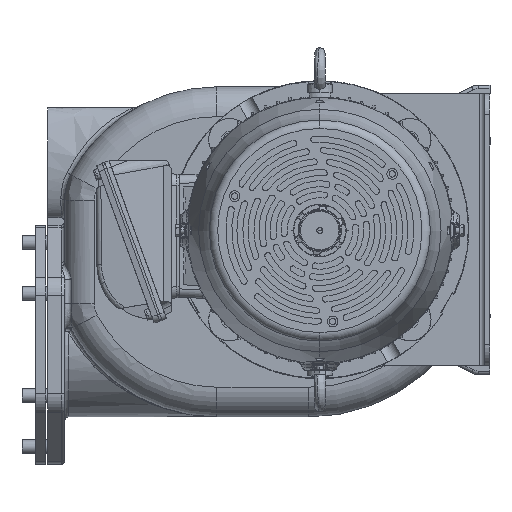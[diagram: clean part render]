
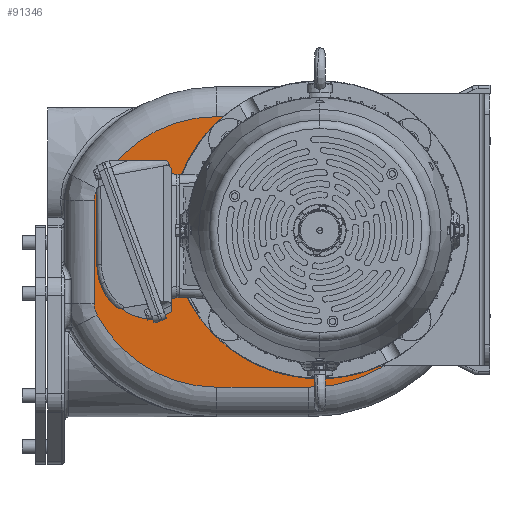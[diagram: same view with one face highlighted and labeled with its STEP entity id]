
A CAD part, left-side view. The second image highlights one B-rep face of the part: STEP entity #91346.
In plain terms, the highlighted planar face has unit normal (-1, 0, 0).
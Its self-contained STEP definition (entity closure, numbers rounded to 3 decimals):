
#22217=CARTESIAN_POINT('',(-155.,200.,0.));
#22218=DIRECTION('',(1.,0.,0.));
#22219=DIRECTION('',(0.,-0.44,0.898));
#22220=AXIS2_PLACEMENT_3D('',#22217,#22218,#22219);
#22232=CARTESIAN_POINT('',(-155.,138.886,124.844));
#22287=CARTESIAN_POINT('',(-155.,240.398,133.));
#22304=CARTESIAN_POINT('',(-155.,187.,-13.));
#22305=DIRECTION('',(-1.,0.,0.));
#22306=DIRECTION('',(0.,-1.,0.));
#22307=AXIS2_PLACEMENT_3D('',#22304,#22305,#22306);
#22309=CARTESIAN_POINT('',(-155.,213.,-13.));
#22310=DIRECTION('',(-1.,0.,0.));
#22311=DIRECTION('',(0.,0.,-1.));
#22312=AXIS2_PLACEMENT_3D('',#22309,#22310,#22311);
#22314=DIRECTION('',(0.,-1.,0.));
#22315=VECTOR('',#22314,108.);
#22316=CARTESIAN_POINT('',(-155.,321.,-185.));
#22317=LINE('',#22316,#22315);
#22318=CARTESIAN_POINT('',(-155.,321.,-26.));
#22319=DIRECTION('',(-1.,0.,0.));
#22320=DIRECTION('',(0.,0.885,-0.466));
#22321=AXIS2_PLACEMENT_3D('',#22318,#22319,#22320);
#22323=CARTESIAN_POINT('',(-155.,436.,-86.622));
#22324=DIRECTION('',(-1.,0.,0.));
#22325=DIRECTION('',(0.,1.,0.));
#22326=AXIS2_PLACEMENT_3D('',#22323,#22324,#22325);
#22328=DIRECTION('',(0.,0.,-1.));
#22329=VECTOR('',#22328,121.244);
#22330=CARTESIAN_POINT('',(-155.,465.,34.622));
#22331=LINE('',#22330,#22329);
#22332=CARTESIAN_POINT('',(-155.,436.,34.622));
#22333=DIRECTION('',(-1.,0.,0.));
#22334=DIRECTION('',(0.,0.885,0.466));
#22335=AXIS2_PLACEMENT_3D('',#22332,#22333,#22334);
#22337=CARTESIAN_POINT('',(-155.,321.,-26.));
#22338=DIRECTION('',(-1.,0.,0.));
#22339=DIRECTION('',(0.,0.,1.));
#22340=AXIS2_PLACEMENT_3D('',#22337,#22338,#22339);
#22342=DIRECTION('',(0.,1.,0.));
#22343=VECTOR('',#22342,80.602);
#22344=CARTESIAN_POINT('',(-155.,240.398,133.));
#22345=LINE('',#22344,#22343);
#58398=CARTESIAN_POINT('',(-155.,461.654,48.145));
#58399=CARTESIAN_POINT('',(-155.,465.,34.622));
#58400=VERTEX_POINT('',#58398);
#58401=VERTEX_POINT('',#58399);
#58406=CARTESIAN_POINT('',(-155.,465.,-86.622));
#58407=VERTEX_POINT('',#58406);
#58408=CARTESIAN_POINT('',(-155.,461.654,-100.145));
#58409=VERTEX_POINT('',#58408);
#58410=CARTESIAN_POINT('',(-155.,321.,-185.));
#58411=VERTEX_POINT('',#58410);
#58412=CARTESIAN_POINT('',(-155.,213.,-185.));
#58413=VERTEX_POINT('',#58412);
#58416=CARTESIAN_POINT('',(-155.,41.,-13.));
#58417=VERTEX_POINT('',#58416);
#58420=CARTESIAN_POINT('',(-155.,321.,133.));
#58421=VERTEX_POINT('',#58420);
#58698=VERTEX_POINT('',#22232);
#58703=VERTEX_POINT('',#22287);
#91322=CARTESIAN_POINT('',(-155.,200.,0.));
#91323=DIRECTION('',(1.,0.,0.));
#91324=DIRECTION('',(0.,0.,1.));
#91325=AXIS2_PLACEMENT_3D('',#91322,#91323,#91324);
#91326=PLANE('',#91325);
#91327=ORIENTED_EDGE('',*,*,#91160,.F.);
#91328=ORIENTED_EDGE('',*,*,#91213,.F.);
#91330=ORIENTED_EDGE('',*,*,#91329,.F.);
#91332=ORIENTED_EDGE('',*,*,#91331,.F.);
#91334=ORIENTED_EDGE('',*,*,#91333,.F.);
#91336=ORIENTED_EDGE('',*,*,#91335,.F.);
#91338=ORIENTED_EDGE('',*,*,#91337,.F.);
#91340=ORIENTED_EDGE('',*,*,#91339,.F.);
#91342=ORIENTED_EDGE('',*,*,#91341,.F.);
#91343=ORIENTED_EDGE('',*,*,#91227,.F.);
#91344=EDGE_LOOP('',(#91327,#91328,#91330,#91332,#91334,#91336,#91338,#91340,
#91342,#91343));
#91345=FACE_OUTER_BOUND('',#91344,.F.);
#91346=ADVANCED_FACE('',(#91345),#91326,.F.);
#22221=CIRCLE('',#22220,139.);
#22308=CIRCLE('',#22307,146.);
#22313=CIRCLE('',#22312,172.);
#22322=CIRCLE('',#22321,159.);
#22327=CIRCLE('',#22326,29.);
#22336=CIRCLE('',#22335,29.);
#22341=CIRCLE('',#22340,159.);
#91160=EDGE_CURVE('',#58698,#58703,#22221,.T.);
#91213=EDGE_CURVE('',#58417,#58698,#22308,.T.);
#91227=EDGE_CURVE('',#58703,#58421,#22345,.T.);
#91329=EDGE_CURVE('',#58413,#58417,#22313,.T.);
#91331=EDGE_CURVE('',#58411,#58413,#22317,.T.);
#91333=EDGE_CURVE('',#58409,#58411,#22322,.T.);
#91335=EDGE_CURVE('',#58407,#58409,#22327,.T.);
#91337=EDGE_CURVE('',#58401,#58407,#22331,.T.);
#91339=EDGE_CURVE('',#58400,#58401,#22336,.T.);
#91341=EDGE_CURVE('',#58421,#58400,#22341,.T.);
